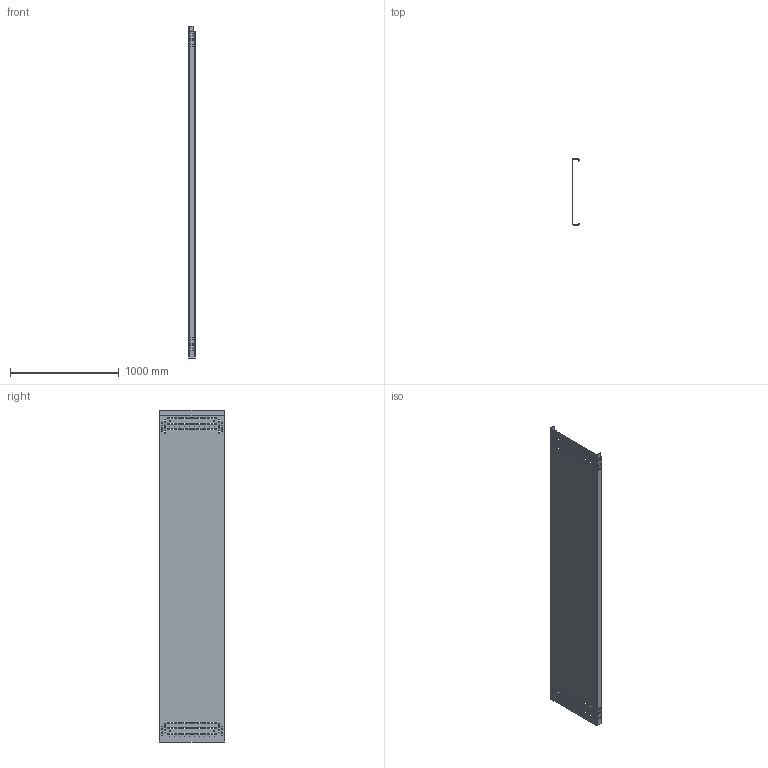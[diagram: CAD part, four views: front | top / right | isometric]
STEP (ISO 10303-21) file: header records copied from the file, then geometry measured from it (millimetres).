
FILE_DESCRIPTION((''),'2;1');
FILE_NAME('6047735','2012-06-23T',('AndreasKeweloh'),(''),'PRO/ENGINEER BY PARAMETRIC TECHNOLOGY CORPORATION, 2012130','PRO/ENGINEER BY PARAMETRIC TECHNOLOGY CORPORATION, 2012130','');
FILE_SCHEMA(('CONFIG_CONTROL_DESIGN'));
Length unit declared in the file: millimetre
Products named in the file (1): 6047735
Bounding box: 61.19 x 603 x 3050.5 mm (x, y, z)
Volume: 1910895.5 mm3; surface area: 4509355.9 mm2
Topology: 1 solids, 1 shells, 516 faces, 1498 edges, 980 vertices
Faces by surface type: cylinder 268, plane 224, torus 10, cone 8, sphere 4, bspline 2
Entity records: 17658 total; most frequent: DIRECTION 3086, CARTESIAN_POINT 3020, ORIENTED_EDGE 2988, EDGE_CURVE 1494, AXIS2_PLACEMENT_3D 1078, VERTEX_POINT 980, VECTOR 930, LINE 930
